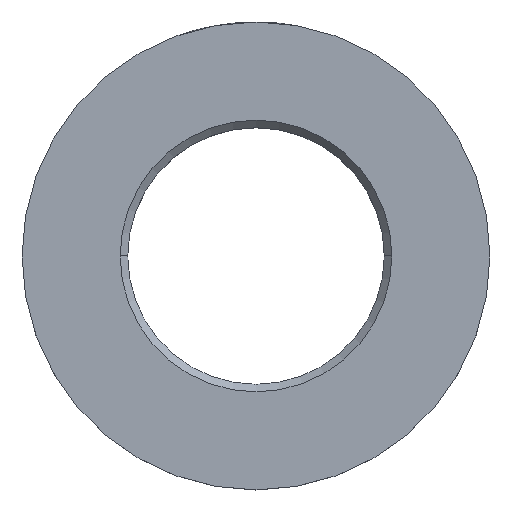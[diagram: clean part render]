
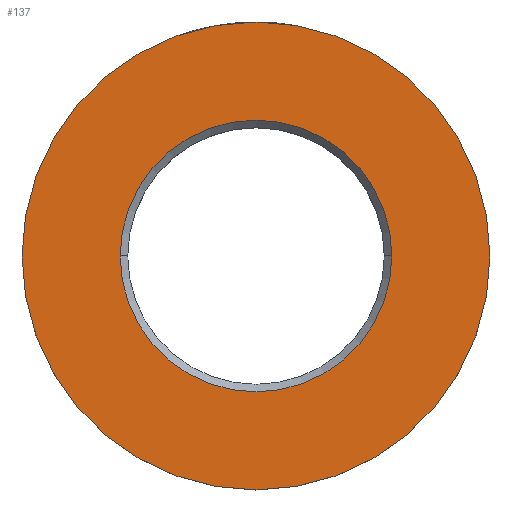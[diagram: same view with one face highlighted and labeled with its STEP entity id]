
A CAD part, top view. The second image highlights one B-rep face of the part: STEP entity #137.
In plain terms, the highlighted planar face has unit normal (0, 0, 1).
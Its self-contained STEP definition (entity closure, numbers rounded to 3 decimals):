
#65=EDGE_CURVE('',#97,#89,#160,.T.);
#89=VERTEX_POINT('',#188);
#95=VERTEX_POINT('',#195);
#97=VERTEX_POINT('',#197);
#103=EDGE_CURVE('',#95,#135,#203,.T.);
#117=EDGE_CURVE('',#89,#97,#218,.T.);
#129=EDGE_CURVE('',#135,#95,#232,.T.);
#135=VERTEX_POINT('',#240);
#137=ADVANCED_FACE('',(#242,#243),#244,.T.);
#160=CIRCLE('',#260,18.0);
#188=CARTESIAN_POINT('',(18.,0.0,13.));
#195=CARTESIAN_POINT('',(-31.,0.,13.));
#197=CARTESIAN_POINT('',(-18.,0.,13.));
#203=CIRCLE('',#431,31.0);
#218=CIRCLE('',#451,18.0);
#232=CIRCLE('',#467,31.0);
#240=CARTESIAN_POINT('',(31.,0.0,13.));
#242=FACE_OUTER_BOUND('',#477,.T.);
#243=FACE_BOUND('',#478,.T.);
#244=PLANE('',#479);
#260=AXIS2_PLACEMENT_3D('',#485,#486,#487);
#431=AXIS2_PLACEMENT_3D('',#532,#533,#534);
#451=AXIS2_PLACEMENT_3D('',#545,#546,#547);
#467=AXIS2_PLACEMENT_3D('',#567,#568,#569);
#477=EDGE_LOOP('',(#579,#580));
#478=EDGE_LOOP('',(#581,#582));
#479=AXIS2_PLACEMENT_3D('',#583,#584,#585);
#485=CARTESIAN_POINT('',(0.,0.0,13.0));
#486=DIRECTION('',(0.,0.0,-1.0));
#487=DIRECTION('',(1.0,0.0,0.));
#532=CARTESIAN_POINT('',(0.,0.0,13.0));
#533=DIRECTION('',(0.,0.0,1.0));
#534=DIRECTION('',(1.0,0.0,0.));
#545=CARTESIAN_POINT('',(0.,0.0,13.0));
#546=DIRECTION('',(0.,0.0,-1.0));
#547=DIRECTION('',(1.0,0.0,0.));
#567=CARTESIAN_POINT('',(0.,0.0,13.0));
#568=DIRECTION('',(0.,0.0,1.0));
#569=DIRECTION('',(1.0,0.0,0.));
#579=ORIENTED_EDGE('',*,*,#129,.T.);
#580=ORIENTED_EDGE('',*,*,#103,.T.);
#581=ORIENTED_EDGE('',*,*,#117,.T.);
#582=ORIENTED_EDGE('',*,*,#65,.T.);
#583=CARTESIAN_POINT('',(0.,24.5,13.0));
#584=DIRECTION('',(0.,0.0,1.0));
#585=DIRECTION('',(1.0,0.0,0.));
